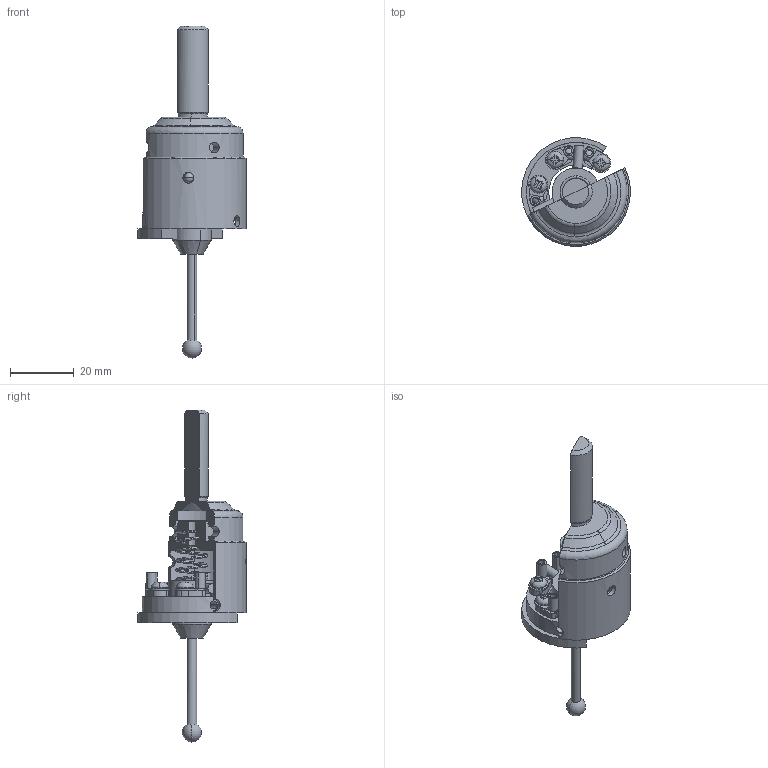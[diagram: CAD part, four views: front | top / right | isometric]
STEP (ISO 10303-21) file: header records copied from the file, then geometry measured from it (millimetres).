
FILE_DESCRIPTION(('CATIA V5 STEP Exchange'),'2;1');
FILE_NAME('TouchProbeMCT.stp','2019-03-04T12:27:45+00:00',('none'),('none'),'CATIA Version 5 Release 21 SP 3 (IN-10)','CATIA V5 STEP AP203','none');
FILE_SCHEMA(('CONFIG_CONTROL_DESIGN'));
Length unit declared in the file: millimetre
Products named in the file (1): TouchProbeMCT
Assembly tree (14 placements, depth 2):
  TouchProbeMCT
    #58
    #2498
    #3728  x3
    #6948  x6
    #7079
    #8271
    #10923
Bounding box: 33.92 x 33.96 x 103.87 mm (x, y, z)
Volume: 13121 mm3; surface area: 13339 mm2
Topology: 40 solids, 40 shells, 581 faces, 1500 edges, 993 vertices
Faces by surface type: plane 251, cylinder 189, bspline 40, cone 37, sphere 31, torus 21, revolution 12
Entity records: 11678 total; most frequent: CARTESIAN_POINT 4200, ORIENTED_EDGE 1580, DIRECTION 1153, EDGE_CURVE 790, VERTEX_POINT 498, AXIS2_PLACEMENT_3D 494, VECTOR 433, LINE 433
